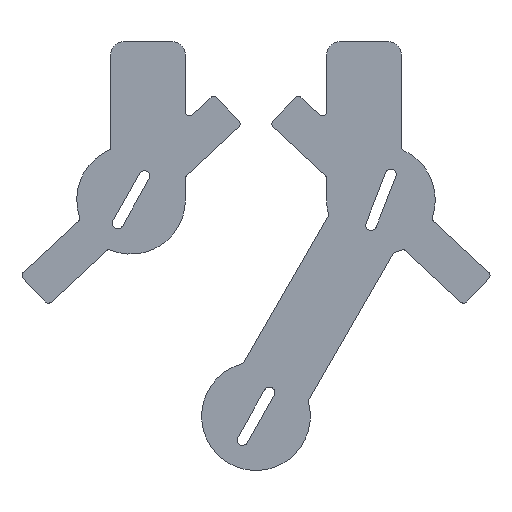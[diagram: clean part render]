
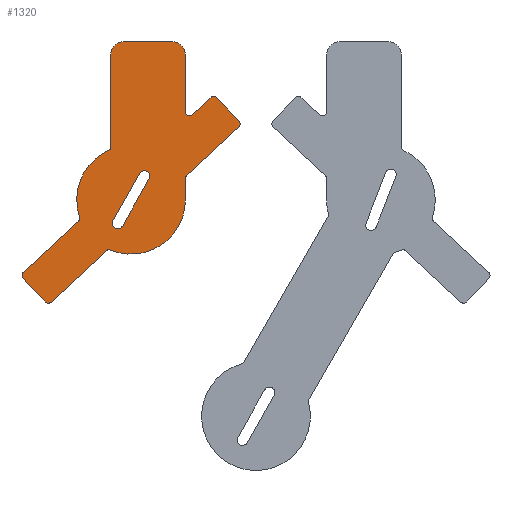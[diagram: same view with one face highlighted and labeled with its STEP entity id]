
A CAD part, left-side view. The second image highlights one B-rep face of the part: STEP entity #1320.
In plain terms, the highlighted planar face has unit normal (-1, 0, 0).
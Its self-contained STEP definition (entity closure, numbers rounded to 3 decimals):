
#31=FACE_BOUND('',#182,.T.);
#52=PLANE('',#1465);
#108=FACE_OUTER_BOUND('',#181,.T.);
#181=EDGE_LOOP('',(#1092,#1093,#1094,#1095,#1096,#1097,#1098,#1099,#1100,
#1101,#1102,#1103,#1104,#1105,#1106,#1107,#1108,#1109,#1110,#1111,#1112,
#1113));
#182=EDGE_LOOP('',(#1114,#1115,#1116,#1117));
#282=LINE('',#2186,#403);
#285=LINE('',#2192,#406);
#286=LINE('',#2196,#407);
#287=LINE('',#2200,#408);
#288=LINE('',#2204,#409);
#289=LINE('',#2208,#410);
#290=LINE('',#2214,#411);
#291=LINE('',#2218,#412);
#292=LINE('',#2222,#413);
#293=LINE('',#2228,#414);
#294=LINE('',#2232,#415);
#295=LINE('',#2236,#416);
#403=VECTOR('',#1780,10.);
#406=VECTOR('',#1785,10.);
#407=VECTOR('',#1788,10.);
#408=VECTOR('',#1791,10.);
#409=VECTOR('',#1794,10.);
#410=VECTOR('',#1797,10.);
#411=VECTOR('',#1802,10.);
#412=VECTOR('',#1805,10.);
#413=VECTOR('',#1808,10.);
#414=VECTOR('',#1813,10.);
#415=VECTOR('',#1816,10.);
#416=VECTOR('',#1819,10.);
#498=CIRCLE('',#1463,0.3);
#499=CIRCLE('',#1466,0.3);
#500=CIRCLE('',#1467,0.3);
#501=CIRCLE('',#1468,1.);
#502=CIRCLE('',#1469,1.);
#503=CIRCLE('',#1470,4.);
#504=CIRCLE('',#1471,0.3);
#505=CIRCLE('',#1472,0.3);
#506=CIRCLE('',#1473,0.3);
#507=CIRCLE('',#1474,0.3);
#508=CIRCLE('',#1475,4.);
#509=CIRCLE('',#1476,0.3);
#510=CIRCLE('',#1477,0.4);
#511=CIRCLE('',#1478,0.4);
#605=VERTEX_POINT('',#2179);
#606=VERTEX_POINT('',#2181);
#607=VERTEX_POINT('',#2185);
#609=VERTEX_POINT('',#2191);
#610=VERTEX_POINT('',#2193);
#611=VERTEX_POINT('',#2195);
#612=VERTEX_POINT('',#2197);
#613=VERTEX_POINT('',#2199);
#614=VERTEX_POINT('',#2201);
#615=VERTEX_POINT('',#2203);
#616=VERTEX_POINT('',#2205);
#617=VERTEX_POINT('',#2207);
#618=VERTEX_POINT('',#2209);
#619=VERTEX_POINT('',#2211);
#620=VERTEX_POINT('',#2213);
#621=VERTEX_POINT('',#2215);
#622=VERTEX_POINT('',#2217);
#623=VERTEX_POINT('',#2219);
#624=VERTEX_POINT('',#2221);
#625=VERTEX_POINT('',#2223);
#626=VERTEX_POINT('',#2225);
#627=VERTEX_POINT('',#2227);
#628=VERTEX_POINT('',#2230);
#629=VERTEX_POINT('',#2231);
#630=VERTEX_POINT('',#2233);
#631=VERTEX_POINT('',#2235);
#774=EDGE_CURVE('',#605,#606,#498,.T.);
#776=EDGE_CURVE('',#606,#607,#282,.T.);
#779=EDGE_CURVE('',#609,#605,#285,.T.);
#780=EDGE_CURVE('',#610,#609,#499,.T.);
#781=EDGE_CURVE('',#611,#610,#286,.T.);
#782=EDGE_CURVE('',#612,#611,#500,.T.);
#783=EDGE_CURVE('',#613,#612,#287,.T.);
#784=EDGE_CURVE('',#614,#613,#501,.T.);
#785=EDGE_CURVE('',#615,#614,#288,.T.);
#786=EDGE_CURVE('',#616,#615,#502,.T.);
#787=EDGE_CURVE('',#617,#616,#289,.T.);
#788=EDGE_CURVE('',#618,#617,#503,.T.);
#789=EDGE_CURVE('',#619,#618,#504,.T.);
#790=EDGE_CURVE('',#620,#619,#290,.T.);
#791=EDGE_CURVE('',#621,#620,#505,.T.);
#792=EDGE_CURVE('',#622,#621,#291,.T.);
#793=EDGE_CURVE('',#623,#622,#506,.T.);
#794=EDGE_CURVE('',#624,#623,#292,.T.);
#795=EDGE_CURVE('',#625,#624,#507,.T.);
#796=EDGE_CURVE('',#626,#625,#508,.T.);
#797=EDGE_CURVE('',#627,#626,#293,.T.);
#798=EDGE_CURVE('',#607,#627,#509,.T.);
#799=EDGE_CURVE('',#628,#629,#294,.T.);
#800=EDGE_CURVE('',#629,#630,#510,.T.);
#801=EDGE_CURVE('',#630,#631,#295,.T.);
#802=EDGE_CURVE('',#631,#628,#511,.T.);
#1092=ORIENTED_EDGE('',*,*,#774,.F.);
#1093=ORIENTED_EDGE('',*,*,#779,.F.);
#1094=ORIENTED_EDGE('',*,*,#780,.F.);
#1095=ORIENTED_EDGE('',*,*,#781,.F.);
#1096=ORIENTED_EDGE('',*,*,#782,.F.);
#1097=ORIENTED_EDGE('',*,*,#783,.F.);
#1098=ORIENTED_EDGE('',*,*,#784,.F.);
#1099=ORIENTED_EDGE('',*,*,#785,.F.);
#1100=ORIENTED_EDGE('',*,*,#786,.F.);
#1101=ORIENTED_EDGE('',*,*,#787,.F.);
#1102=ORIENTED_EDGE('',*,*,#788,.F.);
#1103=ORIENTED_EDGE('',*,*,#789,.F.);
#1104=ORIENTED_EDGE('',*,*,#790,.F.);
#1105=ORIENTED_EDGE('',*,*,#791,.F.);
#1106=ORIENTED_EDGE('',*,*,#792,.F.);
#1107=ORIENTED_EDGE('',*,*,#793,.F.);
#1108=ORIENTED_EDGE('',*,*,#794,.F.);
#1109=ORIENTED_EDGE('',*,*,#795,.F.);
#1110=ORIENTED_EDGE('',*,*,#796,.F.);
#1111=ORIENTED_EDGE('',*,*,#797,.F.);
#1112=ORIENTED_EDGE('',*,*,#798,.F.);
#1113=ORIENTED_EDGE('',*,*,#776,.F.);
#1114=ORIENTED_EDGE('',*,*,#799,.T.);
#1115=ORIENTED_EDGE('',*,*,#800,.T.);
#1116=ORIENTED_EDGE('',*,*,#801,.T.);
#1117=ORIENTED_EDGE('',*,*,#802,.T.);
#1320=ADVANCED_FACE('',(#108,#31),#52,.F.);
#1463=AXIS2_PLACEMENT_3D('',#2182,#1775,#1776);
#1465=AXIS2_PLACEMENT_3D('',#2190,#1783,#1784);
#1466=AXIS2_PLACEMENT_3D('',#2194,#1786,#1787);
#1467=AXIS2_PLACEMENT_3D('',#2198,#1789,#1790);
#1468=AXIS2_PLACEMENT_3D('',#2202,#1792,#1793);
#1469=AXIS2_PLACEMENT_3D('',#2206,#1795,#1796);
#1470=AXIS2_PLACEMENT_3D('',#2210,#1798,#1799);
#1471=AXIS2_PLACEMENT_3D('',#2212,#1800,#1801);
#1472=AXIS2_PLACEMENT_3D('',#2216,#1803,#1804);
#1473=AXIS2_PLACEMENT_3D('',#2220,#1806,#1807);
#1474=AXIS2_PLACEMENT_3D('',#2224,#1809,#1810);
#1475=AXIS2_PLACEMENT_3D('',#2226,#1811,#1812);
#1476=AXIS2_PLACEMENT_3D('',#2229,#1814,#1815);
#1477=AXIS2_PLACEMENT_3D('',#2234,#1817,#1818);
#1478=AXIS2_PLACEMENT_3D('',#2237,#1820,#1821);
#1775=DIRECTION('center_axis',(1.,0.,0.));
#1776=DIRECTION('ref_axis',(0.,-0.999,-0.035));
#1780=DIRECTION('',(0.,0.731,-0.682));
#1783=DIRECTION('center_axis',(1.,0.,0.));
#1784=DIRECTION('ref_axis',(0.,1.,0.));
#1785=DIRECTION('',(0.,-0.682,-0.731));
#1786=DIRECTION('center_axis',(1.,0.,0.));
#1787=DIRECTION('ref_axis',(0.,-0.035,0.999));
#1788=DIRECTION('',(0.,-0.731,0.682));
#1789=DIRECTION('center_axis',(-1.,0.,0.));
#1790=DIRECTION('ref_axis',(0.,0.399,-0.917));
#1791=DIRECTION('',(0.,0.,-1.));
#1792=DIRECTION('center_axis',(1.,0.,0.));
#1793=DIRECTION('ref_axis',(0.,0.,1.));
#1794=DIRECTION('',(0.,-1.,0.));
#1795=DIRECTION('center_axis',(1.,0.,0.));
#1796=DIRECTION('ref_axis',(0.,1.,0.));
#1797=DIRECTION('',(0.,0.,1.));
#1798=DIRECTION('center_axis',(1.,0.,0.));
#1799=DIRECTION('ref_axis',(0.,1.,0.));
#1800=DIRECTION('center_axis',(-1.,0.,0.));
#1801=DIRECTION('ref_axis',(0.,-0.969,-0.248));
#1802=DIRECTION('',(0.,-0.731,0.682));
#1803=DIRECTION('center_axis',(1.,0.,0.));
#1804=DIRECTION('ref_axis',(0.,0.999,0.035));
#1805=DIRECTION('',(0.,0.682,0.731));
#1806=DIRECTION('center_axis',(1.,0.,0.));
#1807=DIRECTION('ref_axis',(0.,0.035,-0.999));
#1808=DIRECTION('',(0.,0.731,-0.682));
#1809=DIRECTION('center_axis',(-1.,0.,0.));
#1810=DIRECTION('ref_axis',(0.,0.18,0.984));
#1811=DIRECTION('center_axis',(1.,0.,0.));
#1812=DIRECTION('ref_axis',(0.,1.,0.));
#1813=DIRECTION('',(0.,0.,-1.));
#1814=DIRECTION('center_axis',(-1.,0.,0.));
#1815=DIRECTION('ref_axis',(0.,0.917,0.399));
#1816=DIRECTION('',(0.,0.491,-0.871));
#1817=DIRECTION('center_axis',(1.,0.,0.));
#1818=DIRECTION('ref_axis',(0.,-0.871,-0.491));
#1819=DIRECTION('',(0.,-0.491,0.871));
#1820=DIRECTION('center_axis',(1.,0.,0.));
#1821=DIRECTION('ref_axis',(0.,0.871,0.491));
#2179=CARTESIAN_POINT('',(0.,1.251,11.083));
#2181=CARTESIAN_POINT('',(0.,1.266,10.659));
#2182=CARTESIAN_POINT('Origin',(0.,1.47,10.879));
#2185=CARTESIAN_POINT('',(0.,5.105,7.08));
#2186=CARTESIAN_POINT('',(0.,1.046,10.864));
#2190=CARTESIAN_POINT('Origin',(0.,9.2,7.26));
#2191=CARTESIAN_POINT('',(0.,2.888,12.839));
#2192=CARTESIAN_POINT('',(0.,3.092,13.058));
#2193=CARTESIAN_POINT('',(0.,3.312,12.854));
#2194=CARTESIAN_POINT('Origin',(0.,3.107,12.634));
#2195=CARTESIAN_POINT('',(0.,4.695,11.563));
#2196=CARTESIAN_POINT('',(0.,17.354,-0.241));
#2197=CARTESIAN_POINT('',(0.,5.2,11.783));
#2198=CARTESIAN_POINT('Origin',(0.,4.9,11.783));
#2199=CARTESIAN_POINT('',(0.,5.2,15.955));
#2200=CARTESIAN_POINT('',(0.,5.2,15.955));
#2201=CARTESIAN_POINT('',(0.,6.2,16.955));
#2202=CARTESIAN_POINT('Origin',(0.,6.2,15.955));
#2203=CARTESIAN_POINT('',(0.,9.7,16.955));
#2204=CARTESIAN_POINT('',(0.,9.7,16.955));
#2205=CARTESIAN_POINT('',(0.,10.7,15.955));
#2206=CARTESIAN_POINT('Origin',(0.,9.7,15.955));
#2207=CARTESIAN_POINT('',(0.,10.7,9.02));
#2208=CARTESIAN_POINT('',(0.,10.7,5.312));
#2209=CARTESIAN_POINT('',(0.,12.999,4.059));
#2210=CARTESIAN_POINT('Origin',(0.,9.2,5.312));
#2211=CARTESIAN_POINT('',(0.,13.079,3.745));
#2212=CARTESIAN_POINT('Origin',(0.,13.284,3.965));
#2213=CARTESIAN_POINT('',(0.,17.134,-0.036));
#2214=CARTESIAN_POINT('',(0.,17.354,-0.241));
#2215=CARTESIAN_POINT('',(0.,17.149,-0.46));
#2216=CARTESIAN_POINT('Origin',(0.,16.93,-0.256));
#2217=CARTESIAN_POINT('',(0.,15.512,-2.215));
#2218=CARTESIAN_POINT('',(0.,15.308,-2.435));
#2219=CARTESIAN_POINT('',(0.,15.088,-2.23));
#2220=CARTESIAN_POINT('Origin',(0.,15.293,-2.011));
#2221=CARTESIAN_POINT('',(0.,11.033,1.551));
#2222=CARTESIAN_POINT('',(0.,1.046,10.864));
#2223=CARTESIAN_POINT('',(0.,10.715,1.61));
#2224=CARTESIAN_POINT('Origin',(0.,10.828,1.332));
#2225=CARTESIAN_POINT('',(0.,5.2,5.312));
#2226=CARTESIAN_POINT('Origin',(0.,9.2,5.312));
#2227=CARTESIAN_POINT('',(0.,5.2,6.86));
#2228=CARTESIAN_POINT('',(0.,5.2,15.955));
#2229=CARTESIAN_POINT('Origin',(0.,4.9,6.86));
#2230=CARTESIAN_POINT('',(0.,7.869,6.857));
#2231=CARTESIAN_POINT('',(0.,9.834,3.373));
#2232=CARTESIAN_POINT('',(0.,7.944,6.726));
#2233=CARTESIAN_POINT('',(0.,10.531,3.766));
#2234=CARTESIAN_POINT('Origin',(0.,10.182,3.569));
#2235=CARTESIAN_POINT('',(0.,8.566,7.25));
#2236=CARTESIAN_POINT('',(0.,9.623,5.376));
#2237=CARTESIAN_POINT('Origin',(0.,8.218,7.054));
